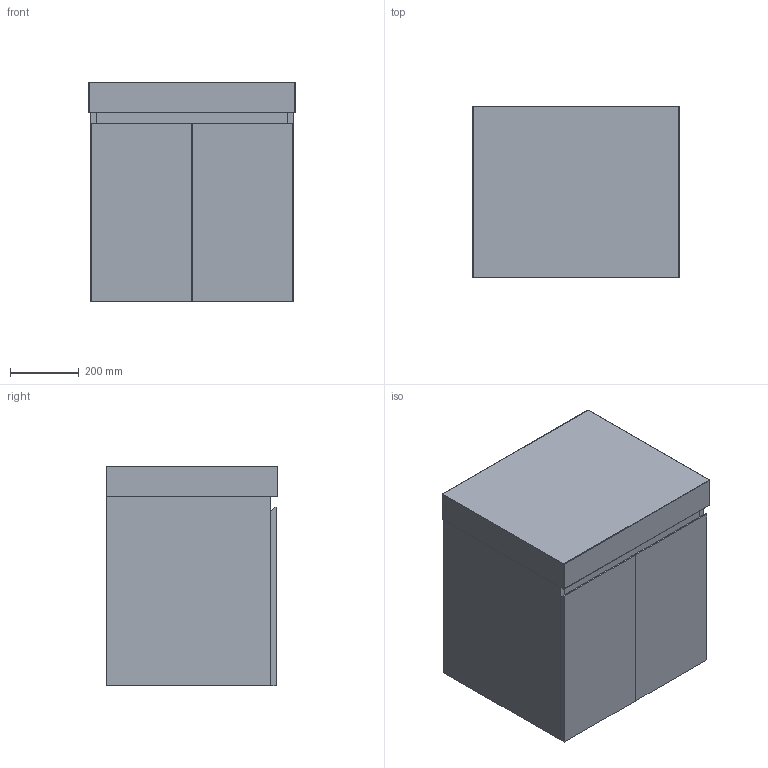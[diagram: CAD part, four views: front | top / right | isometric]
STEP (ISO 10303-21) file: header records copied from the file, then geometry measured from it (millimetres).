
FILE_DESCRIPTION(/* description */ (''),/* implementation_level */ '2;1');
FILE_NAME(/* name */ 'Domaine Conventional (Wall Hung) 600 (90MM)',/* time_stamp */ '2025-07-09T14:48:16+10:00',/* author */ (''),/* organization */ (''),/* preprocessor_version */ 'ST-DEVELOPER v16.5',/* originating_system */ '',/* authorisation */ '');
FILE_SCHEMA (('AUTOMOTIVE_DESIGN'));
Length unit declared in the file: millimetre
Products named in the file (6): Document; Domaine Conventional (Wall Hung) 600 (90MM); Domanine Conventional Wall Hung ALL CABINETS789; Domaine Conventional 600 WH456; Blank Benchtops ALL101112; 600 Benchtop (90mm)2
Assembly tree (5 placements, depth 4):
  Document
    Domaine Conventional (Wall Hung) 600 (90MM)
      Domanine Conventional Wall Hung ALL CABINETS789
        Domaine Conventional 600 WH456
      Blank Benchtops ALL101112
        600 Benchtop (90mm)2
Bounding box: 600 x 500 x 640 mm (x, y, z)
Volume: 28393648.5 mm3; surface area: 3931582.7 mm2
Topology: 5 solids, 5 shells, 58 faces, 127 edges, 74 vertices
Faces by surface type: plane 41, cylinder 11, bspline 6
Entity records: 1794 total; most frequent: CARTESIAN_POINT 673, ORIENTED_EDGE 242, EDGE_CURVE 121, B_SPLINE_CURVE_WITH_KNOTS 101, DIRECTION 78, VERTEX_POINT 74, AXIS2_PLACEMENT_3D 65, EDGE_LOOP 59
